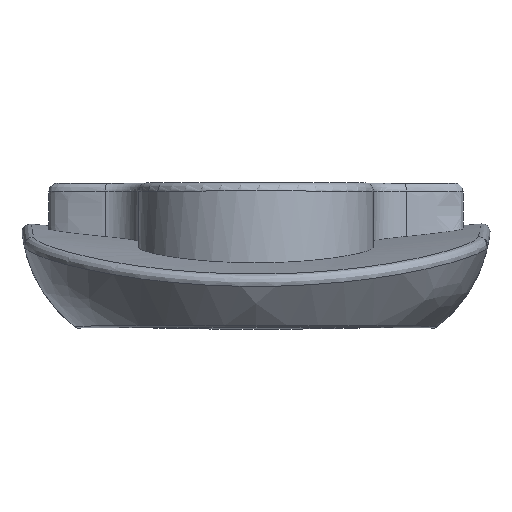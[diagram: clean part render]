
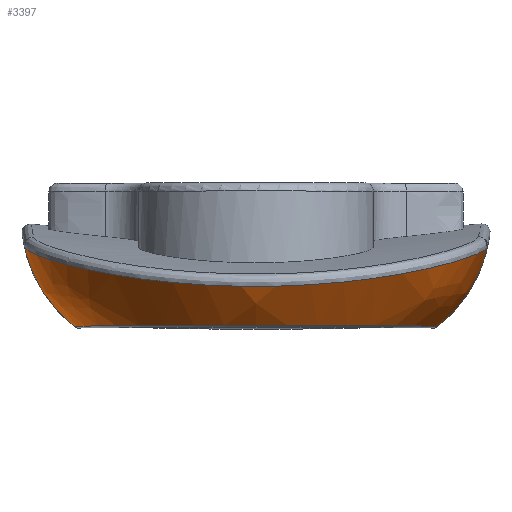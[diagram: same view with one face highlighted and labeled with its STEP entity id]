
A CAD part, top view. The second image highlights one B-rep face of the part: STEP entity #3397.
In plain terms, the highlighted free-form (B-spline) face has degree [3, 3] with [7, 4] control points.
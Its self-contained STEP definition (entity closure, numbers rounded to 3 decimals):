
#472=CARTESIAN_POINT('',(298.77,289.369,345.));
#473=CARTESIAN_POINT('',(298.75,289.278,346.029));
#474=CARTESIAN_POINT('',(298.509,289.06,348.084));
#475=CARTESIAN_POINT('',(297.556,288.638,351.022));
#476=CARTESIAN_POINT('',(296.032,288.154,353.731));
#477=CARTESIAN_POINT('',(293.984,287.653,356.102));
#478=CARTESIAN_POINT('',(291.475,287.184,358.056));
#479=CARTESIAN_POINT('',(288.556,286.795,359.529));
#480=CARTESIAN_POINT('',(285.37,286.539,360.438));
#481=CARTESIAN_POINT('',(282.016,286.447,360.75));
#482=CARTESIAN_POINT('',(278.659,286.533,360.441));
#483=CARTESIAN_POINT('',(275.469,286.784,359.534));
#484=CARTESIAN_POINT('',(272.549,287.167,358.064));
#485=CARTESIAN_POINT('',(270.032,287.633,356.108));
#486=CARTESIAN_POINT('',(267.979,288.132,353.734));
#487=CARTESIAN_POINT('',(266.451,288.615,351.021));
#488=CARTESIAN_POINT('',(265.497,289.035,348.085));
#489=CARTESIAN_POINT('',(265.255,289.254,346.029));
#490=CARTESIAN_POINT('',(265.235,289.344,345.));
#492=CARTESIAN_POINT('',(289.,291.5,345.));
#493=DIRECTION('',(0.,0.,1.));
#494=DIRECTION('',(0.617,-0.787,0.));
#495=AXIS2_PLACEMENT_3D('',#492,#493,#494);
#497=CARTESIAN_POINT('',(282.,283.631,345.));
#498=DIRECTION('',(0.,-1.,0.));
#499=DIRECTION('',(1.,0.,0.));
#500=AXIS2_PLACEMENT_3D('',#497,#498,#499);
#502=CARTESIAN_POINT('',(275.,291.5,345.));
#503=DIRECTION('',(0.,0.,1.));
#504=DIRECTION('',(-0.976,-0.216,0.));
#505=AXIS2_PLACEMENT_3D('',#502,#503,#504);
#517=CARTESIAN_POINT('',(298.77,289.369,345.));
#1638=CARTESIAN_POINT('',(268.83,283.631,345.));
#1640=VERTEX_POINT('',#1638);
#1652=CARTESIAN_POINT('',(295.17,283.631,345.));
#1653=VERTEX_POINT('',#1652);
#1659=VERTEX_POINT('',#517);
#1661=VERTEX_POINT('',#490);
#3359=CARTESIAN_POINT('',(269.482,283.177,344.212));
#3360=CARTESIAN_POINT('',(267.067,284.788,344.06));
#3361=CARTESIAN_POINT('',(265.525,287.251,343.963));
#3362=CARTESIAN_POINT('',(265.127,290.131,343.938));
#3363=CARTESIAN_POINT('',(268.997,283.177,351.916));
#3364=CARTESIAN_POINT('',(266.489,284.788,353.25));
#3365=CARTESIAN_POINT('',(264.887,287.251,354.102));
#3366=CARTESIAN_POINT('',(264.474,290.131,354.322));
#3367=CARTESIAN_POINT('',(274.281,283.177,357.543));
#3368=CARTESIAN_POINT('',(272.792,284.788,359.963));
#3369=CARTESIAN_POINT('',(271.841,287.251,361.508));
#3370=CARTESIAN_POINT('',(271.596,290.131,361.906));
#3371=CARTESIAN_POINT('',(282.,283.177,357.543));
#3372=CARTESIAN_POINT('',(282.,284.788,359.963));
#3373=CARTESIAN_POINT('',(282.,287.251,361.508));
#3374=CARTESIAN_POINT('',(282.,290.131,361.906));
#3375=CARTESIAN_POINT('',(289.719,283.177,357.543));
#3376=CARTESIAN_POINT('',(291.208,284.788,359.963));
#3377=CARTESIAN_POINT('',(292.159,287.251,361.508));
#3378=CARTESIAN_POINT('',(292.404,290.131,361.906));
#3379=CARTESIAN_POINT('',(295.003,283.177,351.916));
#3380=CARTESIAN_POINT('',(297.511,284.788,353.25));
#3381=CARTESIAN_POINT('',(299.113,287.251,354.102));
#3382=CARTESIAN_POINT('',(299.526,290.131,354.322));
#3383=CARTESIAN_POINT('',(294.518,283.177,344.212));
#3384=CARTESIAN_POINT('',(296.933,284.788,344.06));
#3385=CARTESIAN_POINT('',(298.475,287.251,343.963));
#3386=CARTESIAN_POINT('',(298.873,290.131,343.938));
#3387=(BOUNDED_SURFACE()B_SPLINE_SURFACE(3,3,((#3359,#3360,#3361,#3362),(#3363,
#3364,#3365,#3366),(#3367,#3368,#3369,#3370),(#3371,#3372,#3373,#3374),(#3375,
#3376,#3377,#3378),(#3379,#3380,#3381,#3382),(#3383,#3384,#3385,#3386)),
.UNSPECIFIED.,.F.,.F.,.F.)B_SPLINE_SURFACE_WITH_KNOTS((4,3,4),(4,4),(0.,1.,
2.),(0.,1.),.UNSPECIFIED.)GEOMETRIC_REPRESENTATION_ITEM()RATIONAL_B_SPLINE_SURFACE(((1.242,1.169,1.169,1.242),(
0.981,0.923,0.923,0.981),(
0.981,0.923,0.923,0.981),(
1.242,1.169,1.169,1.242),(
0.981,0.923,0.923,0.981),(
0.981,0.923,0.923,0.981),(
1.242,1.169,1.169,1.242)))REPRESENTATION_ITEM('')SURFACE());
#3388=ORIENTED_EDGE('',*,*,#3353,.F.);
#3390=ORIENTED_EDGE('',*,*,#3389,.F.);
#3392=ORIENTED_EDGE('',*,*,#3391,.T.);
#3394=ORIENTED_EDGE('',*,*,#3393,.F.);
#3395=EDGE_LOOP('',(#3388,#3390,#3392,#3394));
#3396=FACE_OUTER_BOUND('',#3395,.F.);
#3397=ADVANCED_FACE('',(#3396),#3387,.T.);
#491=B_SPLINE_CURVE_WITH_KNOTS('',3,(#472,#473,#474,#475,#476,#477,#478,#479,
#480,#481,#482,#483,#484,#485,#486,#487,#488,#489,#490),.UNSPECIFIED.,.F.,.F.,
(4,1,1,1,1,1,1,1,1,1,1,1,1,1,1,1,4),(0.,0.063,0.125,0.188,0.25,
0.313,0.375,0.438,0.5,0.563,0.625,0.688,0.75,0.813,
0.875,0.938,1.),.UNSPECIFIED.);
#496=CIRCLE('',#495,10.);
#501=CIRCLE('',#500,13.17);
#506=CIRCLE('',#505,10.);
#3353=EDGE_CURVE('',#1659,#1661,#491,.T.);
#3389=EDGE_CURVE('',#1653,#1659,#496,.T.);
#3391=EDGE_CURVE('',#1653,#1640,#501,.T.);
#3393=EDGE_CURVE('',#1661,#1640,#506,.T.);
